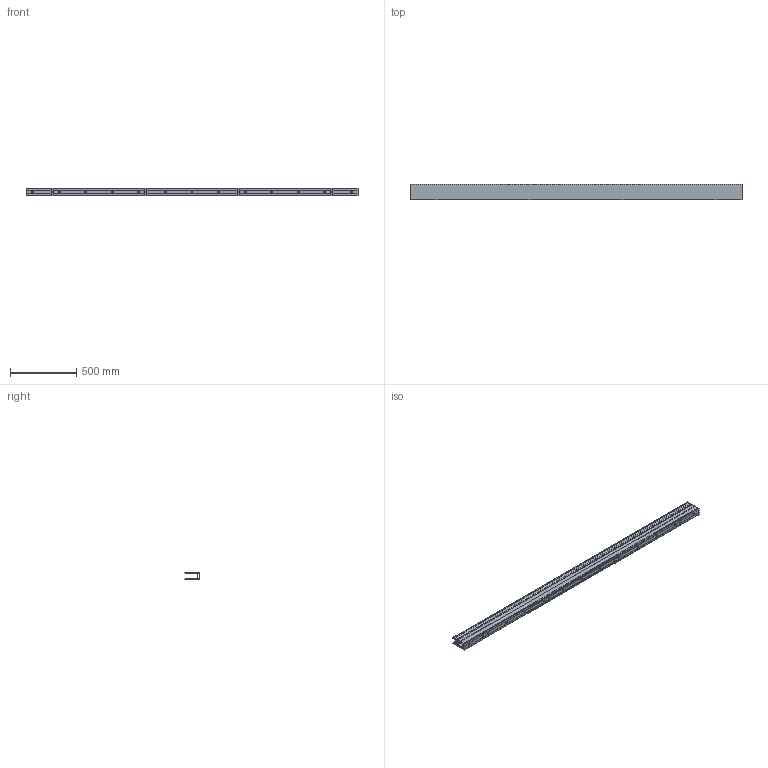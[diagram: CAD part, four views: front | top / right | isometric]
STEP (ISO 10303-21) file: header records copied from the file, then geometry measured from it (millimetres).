
FILE_DESCRIPTION (( 'STEP AP214' ), '1' );
FILE_NAME ('AL_0004-LIGHT-2500-S-E.STEP', '2024-01-12T10:04:01', ( '' ), ( '' ), 'SwSTEP 2.0', 'SolidWorks 2019', '' );
FILE_SCHEMA (( 'AUTOMOTIVE_DESIGN' ));
Length unit declared in the file: millimetre
Products named in the file (1): AL_0004-LIGHT-2500-S-E
Bounding box: 2500 x 120 x 58 mm (x, y, z)
Volume: 3839403.4 mm3; surface area: 2818654.9 mm2
Topology: 1 solids, 1 shells, 345 faces, 1068 edges, 712 vertices
Faces by surface type: cylinder 210, plane 135
Entity records: 12728 total; most frequent: CARTESIAN_POINT 2698, ORIENTED_EDGE 2136, DIRECTION 2128, EDGE_CURVE 1068, AXIS2_PLACEMENT_3D 766, VERTEX_POINT 712, VECTOR 596, LINE 596
